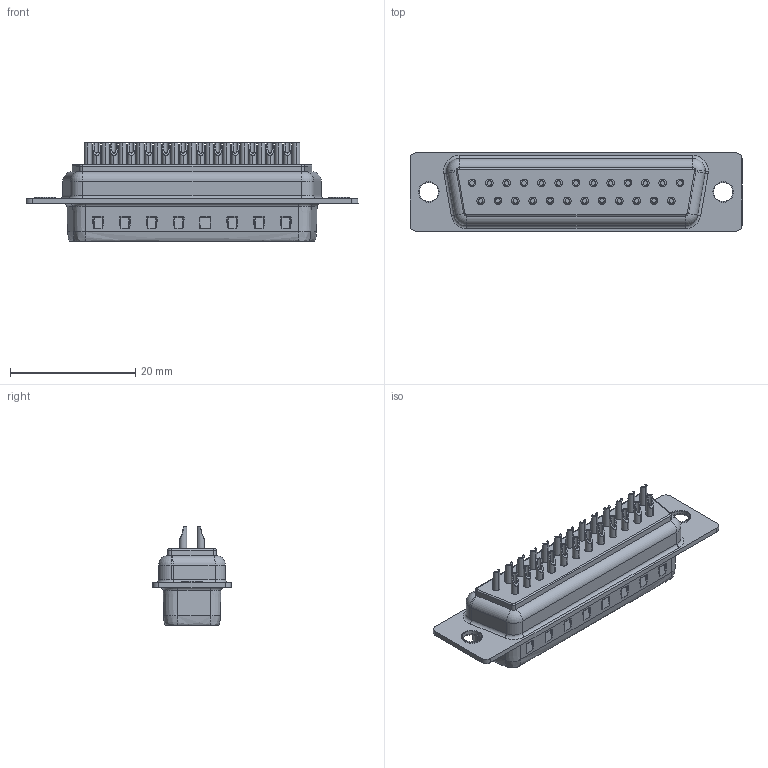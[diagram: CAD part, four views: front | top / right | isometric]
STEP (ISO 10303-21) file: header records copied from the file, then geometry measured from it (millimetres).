
FILE_DESCRIPTION (( 'STEP AP214' ), '1' );
FILE_NAME ('FDM2503-M0WS100W1K-REF.STEP', '2025-09-10T07:39:14', ( '' ), ( '' ), 'SwSTEP 2.0', 'SolidWorks 2021', '' );
FILE_SCHEMA (( 'AUTOMOTIVE_DESIGN' ));
Length unit declared in the file: millimetre
Products named in the file (1): FDM2503-M0WS100W1K-REF
Bounding box: 53.04 x 12.55 x 15.7 mm (x, y, z)
Volume: 2930.8 mm3; surface area: 4154.3 mm2
Topology: 1 solids, 2 shells, 920 faces, 2232 edges, 1321 vertices
Faces by surface type: cylinder 468, plane 213, bspline 102, sphere 90, torus 37, cone 10
Entity records: 28753 total; most frequent: CARTESIAN_POINT 8982, ORIENTED_EDGE 4178, DIRECTION 4129, EDGE_CURVE 2089, AXIS2_PLACEMENT_3D 1637, VERTEX_POINT 1258, EDGE_LOOP 1011, ADVANCED_FACE 920
